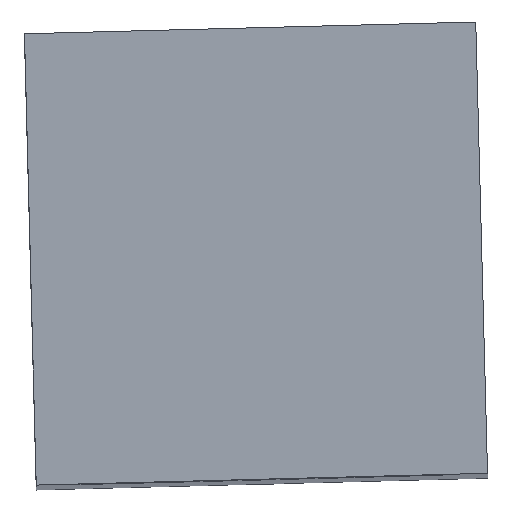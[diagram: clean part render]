
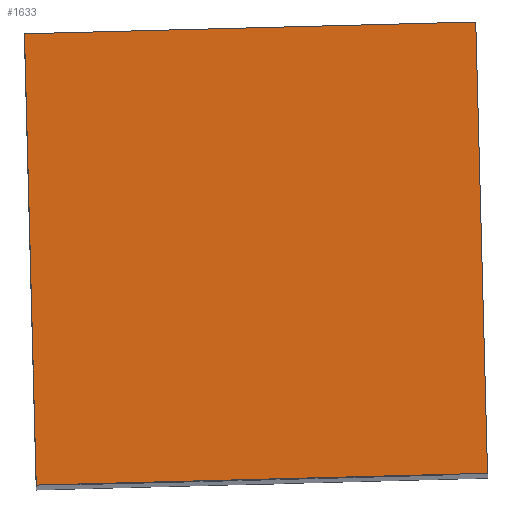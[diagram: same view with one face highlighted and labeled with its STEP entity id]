
A CAD part, top view. The second image highlights one B-rep face of the part: STEP entity #1633.
In plain terms, the highlighted planar face has unit normal (0, 0, 1).
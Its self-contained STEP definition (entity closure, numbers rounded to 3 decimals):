
#195=PLANE('',#1792);
#282=FACE_OUTER_BOUND('',#395,.T.);
#395=EDGE_LOOP('',(#1414,#1415,#1416,#1417));
#472=LINE('',#4275,#550);
#477=LINE('',#6072,#555);
#485=LINE('',#8199,#563);
#486=LINE('',#8201,#564);
#550=VECTOR('',#2072,10.);
#555=VECTOR('',#2087,10.);
#563=VECTOR('',#2121,10.);
#564=VECTOR('',#2124,10.);
#748=VERTEX_POINT('',#4272);
#749=VERTEX_POINT('',#4274);
#754=VERTEX_POINT('',#6069);
#755=VERTEX_POINT('',#6071);
#951=EDGE_CURVE('',#749,#748,#472,.T.);
#966=EDGE_CURVE('',#755,#754,#477,.T.);
#985=EDGE_CURVE('',#754,#749,#485,.T.);
#986=EDGE_CURVE('',#748,#755,#486,.T.);
#1414=ORIENTED_EDGE('',*,*,#951,.T.);
#1415=ORIENTED_EDGE('',*,*,#986,.T.);
#1416=ORIENTED_EDGE('',*,*,#966,.T.);
#1417=ORIENTED_EDGE('',*,*,#985,.T.);
#1633=ADVANCED_FACE('',(#282),#195,.T.);
#1792=AXIS2_PLACEMENT_3D('',#8202,#2125,#2126);
#2072=DIRECTION('',(-0.026,1.,0.));
#2087=DIRECTION('',(0.026,-1.,0.));
#2121=DIRECTION('',(1.,0.026,0.));
#2124=DIRECTION('',(-1.,-0.026,0.));
#2125=DIRECTION('center_axis',(0.,0.,
1.));
#2126=DIRECTION('ref_axis',(-1.,-0.026,0.));
#4272=CARTESIAN_POINT('',(11.122,21.832,79.533));
#4274=CARTESIAN_POINT('',(11.331,13.834,79.533));
#4275=CARTESIAN_POINT('',(11.122,21.832,79.533));
#6069=CARTESIAN_POINT('',(3.333,13.626,79.533));
#6071=CARTESIAN_POINT('',(3.125,21.623,79.533));
#6072=CARTESIAN_POINT('',(3.333,13.626,79.533));
#8199=CARTESIAN_POINT('',(11.331,13.834,79.533));
#8201=CARTESIAN_POINT('',(3.125,21.623,79.533));
#8202=CARTESIAN_POINT('Origin',(7.228,17.729,79.533));
